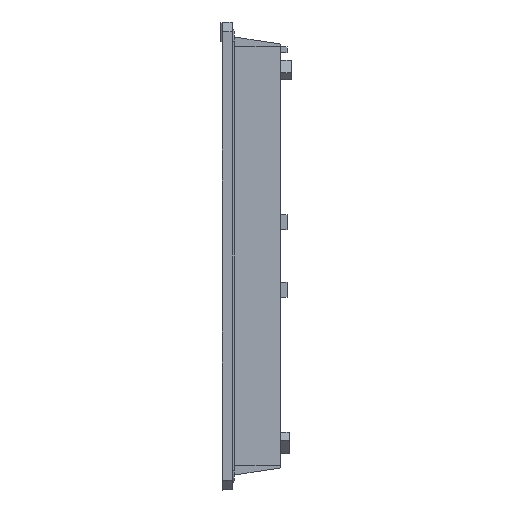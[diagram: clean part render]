
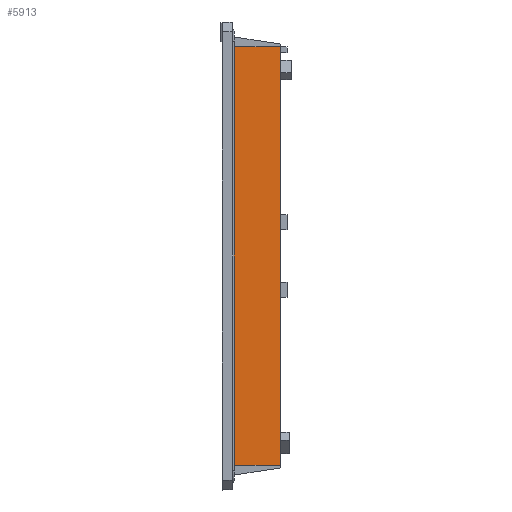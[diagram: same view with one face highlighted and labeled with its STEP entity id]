
A CAD part, left-side view. The second image highlights one B-rep face of the part: STEP entity #5913.
In plain terms, the highlighted planar face has unit normal (-1, 0, 0).
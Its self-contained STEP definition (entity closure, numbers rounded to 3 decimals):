
#853 = CARTESIAN_POINT ( 'NONE',  ( -144.5, -3., -143. ) ) ;
#1527 = CARTESIAN_POINT ( 'NONE',  ( -144.5, 30.5, 143. ) ) ;
#2441 = ORIENTED_EDGE ( 'NONE', *, *, #37770, .F. ) ;
#4738 = EDGE_LOOP ( 'NONE', ( #2441, #47634, #10664, #5589 ) ) ;
#5589 = ORIENTED_EDGE ( 'NONE', *, *, #23445, .T. ) ;
#5913 = ADVANCED_FACE ( 'NONE', ( #40976 ), #47255, .T. ) ;
#10664 = ORIENTED_EDGE ( 'NONE', *, *, #50956, .F. ) ;
#10907 = LINE ( 'NONE', #14713, #11543 ) ;
#11543 = VECTOR ( 'NONE', #31894, 1000. ) ;
#13878 = DIRECTION ( 'NONE',  ( 0., -1., 0. ) ) ;
#14713 = CARTESIAN_POINT ( 'NONE',  ( -144.5, 54.363, -143. ) ) ;
#16578 = VERTEX_POINT ( 'NONE', #17381 ) ;
#16803 = DIRECTION ( 'NONE',  ( -1., 0., 0. ) ) ;
#17381 = CARTESIAN_POINT ( 'NONE',  ( -144.5, 30.5, -143. ) ) ;
#18599 = CARTESIAN_POINT ( 'NONE',  ( -144.5, 30.5, 144.5 ) ) ;
#21454 = DIRECTION ( 'NONE',  ( 0., 0., 1. ) ) ;
#21639 = CARTESIAN_POINT ( 'NONE',  ( -144.5, 477.063, 144.5 ) ) ;
#23445 = EDGE_CURVE ( 'NONE', #16578, #38786, #10907, .T. ) ;
#30281 = LINE ( 'NONE', #54595, #46299 ) ;
#31894 = DIRECTION ( 'NONE',  ( 0., -1., 0. ) ) ;
#35717 = CARTESIAN_POINT ( 'NONE',  ( -144.5, 54.363, 143. ) ) ;
#36214 = VERTEX_POINT ( 'NONE', #47109 ) ;
#36496 = DIRECTION ( 'NONE',  ( 0., 0., 1. ) ) ;
#37770 = EDGE_CURVE ( 'NONE', #36214, #38786, #30281, .T. ) ;
#38786 = VERTEX_POINT ( 'NONE', #853 ) ;
#38900 = VECTOR ( 'NONE', #13878, 1000. ) ;
#39584 = LINE ( 'NONE', #18599, #48252 ) ;
#40092 = EDGE_CURVE ( 'NONE', #40551, #36214, #50235, .T. ) ;
#40551 = VERTEX_POINT ( 'NONE', #1527 ) ;
#40976 = FACE_OUTER_BOUND ( 'NONE', #4738, .T. ) ;
#46299 = VECTOR ( 'NONE', #49942, 1000. ) ;
#46728 = AXIS2_PLACEMENT_3D ( 'NONE', #21639, #16803, #21454 ) ;
#47109 = CARTESIAN_POINT ( 'NONE',  ( -144.5, -3., 143. ) ) ;
#47255 = PLANE ( 'NONE',  #46728 ) ;
#47634 = ORIENTED_EDGE ( 'NONE', *, *, #40092, .F. ) ;
#48252 = VECTOR ( 'NONE', #36496, 1000. ) ;
#49942 = DIRECTION ( 'NONE',  ( 0., 0., -1. ) ) ;
#50235 = LINE ( 'NONE', #35717, #38900 ) ;
#50956 = EDGE_CURVE ( 'NONE', #16578, #40551, #39584, .T. ) ;
#54595 = CARTESIAN_POINT ( 'NONE',  ( -144.5, -3., 144.5 ) ) ;
